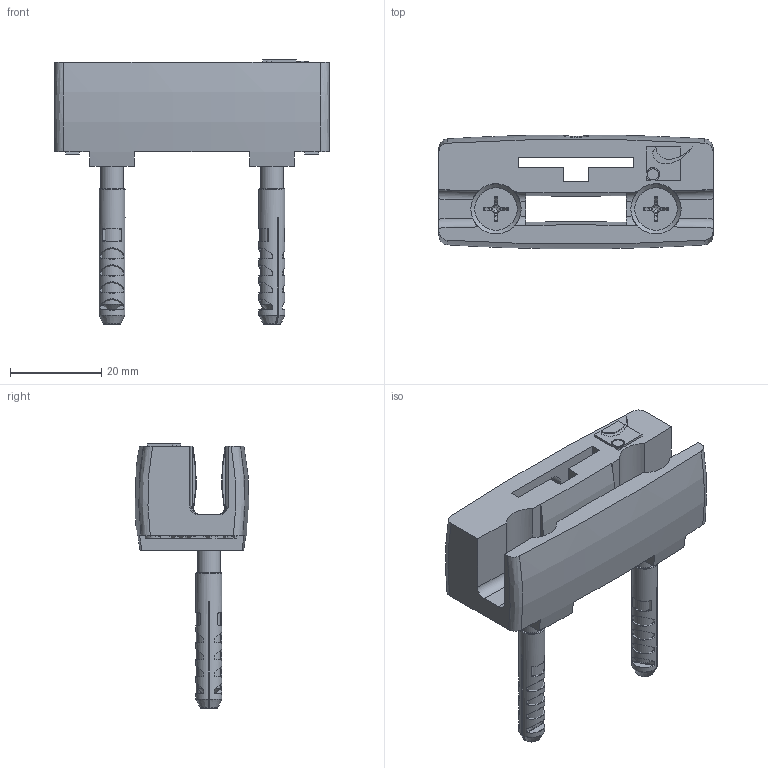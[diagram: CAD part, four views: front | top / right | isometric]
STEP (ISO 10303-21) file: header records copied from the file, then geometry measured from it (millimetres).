
FILE_DESCRIPTION(/* description */ (''),/* implementation_level */ '2;1');
FILE_NAME(/* name */ '11110GDU.stp',/* time_stamp */ '2019-08-05T11:51:46+02:00',/* author */ ('Didierr'),/* organization */ (''),/* preprocessor_version */ 'ST-DEVELOPER v17.2',/* originating_system */ 'Autodesk Inventor 2019',/* authorisation */ '');
FILE_SCHEMA (('AUTOMOTIVE_DESIGN { 1 0 10303 214 3 1 1 }'));
Length unit declared in the file: millimetre
Products named in the file (4): 21760 cheville nylon; 21760; 05012; 06117
Assembly tree (5 placements, depth 2):
  21760 cheville nylon
    21760
    05012  x2
    06117  x2
Bounding box: 60 x 24.85 x 57.82 mm (x, y, z)
Volume: 21594.5 mm3; surface area: 12697.2 mm2
Topology: 5 solids, 5 shells, 525 faces, 1478 edges, 990 vertices
Faces by surface type: plane 314, cylinder 117, bspline 34, cone 34, torus 26
Full cylindrical faces by diameter (mm): 2.39 x1, 4.509 x2, 4.558 x2, 5 x2, 5.5 x2, 5.686 x2, 9.3 x2
Entity records: 14274 total; most frequent: CARTESIAN_POINT 4058, ORIENTED_EDGE 2256, DIRECTION 1839, EDGE_CURVE 1128, VERTEX_POINT 751, LINE 727, VECTOR 727, AXIS2_PLACEMENT_3D 556
